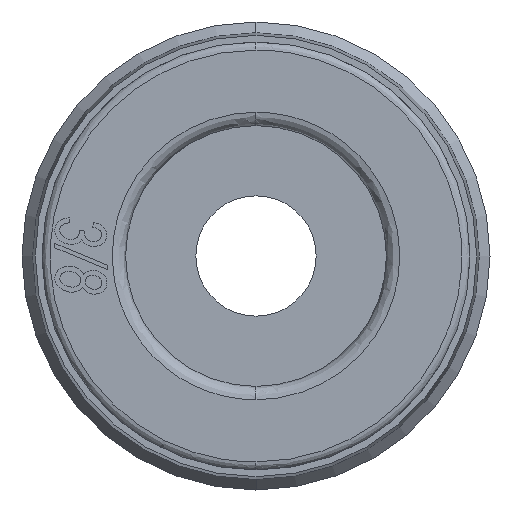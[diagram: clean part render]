
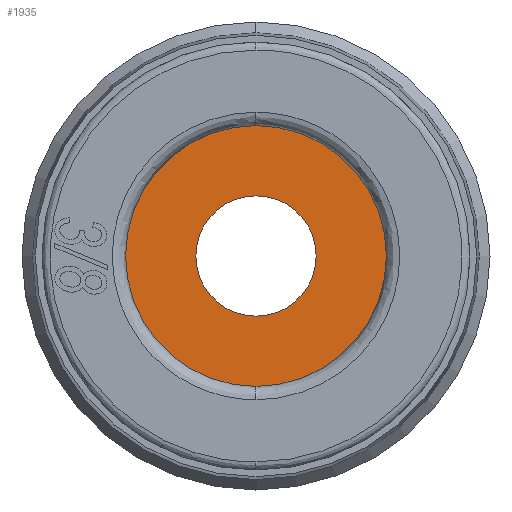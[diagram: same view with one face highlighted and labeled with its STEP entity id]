
A CAD part, left-side view. The second image highlights one B-rep face of the part: STEP entity #1935.
In plain terms, the highlighted planar face has unit normal (-1, 0, 0).
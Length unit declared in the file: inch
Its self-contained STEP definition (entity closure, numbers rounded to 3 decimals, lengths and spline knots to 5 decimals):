
#94 = EDGE_LOOP ( 'NONE', ( #283, #2728 ) ) ;
#179 = EDGE_CURVE ( 'NONE', #2782, #1904, #5007, .T. ) ;
#283 = ORIENTED_EDGE ( 'NONE', *, *, #1206, .T. ) ;
#869 = DIRECTION ( 'NONE',  ( 0., 0., 1. ) ) ;
#1206 = EDGE_CURVE ( 'NONE', #1904, #2782, #5748, .T. ) ;
#1352 = AXIS2_PLACEMENT_3D ( 'NONE', #5204, #4748, #869 ) ;
#1462 = CARTESIAN_POINT ( 'NONE',  ( 0.03473, 0., 0. ) ) ;
#1500 = DIRECTION ( 'NONE',  ( -1., 0., 0. ) ) ;
#1626 = CARTESIAN_POINT ( 'NONE',  ( 0.03473, 0., 0. ) ) ;
#1904 = VERTEX_POINT ( 'NONE', #6237 ) ;
#1935 = ADVANCED_FACE ( 'NONE', ( #5317, #4097 ), #3272, .T. ) ;
#2413 = DIRECTION ( 'NONE',  ( 1., 0., 0. ) ) ;
#2728 = ORIENTED_EDGE ( 'NONE', *, *, #179, .T. ) ;
#2782 = VERTEX_POINT ( 'NONE', #2929 ) ;
#2789 = EDGE_CURVE ( 'NONE', #5908, #3494, #4872, .T. ) ;
#2914 = CARTESIAN_POINT ( 'NONE',  ( 0.03473, 0., 0. ) ) ;
#2929 = CARTESIAN_POINT ( 'NONE',  ( 0.03473, 0., -0.19193 ) ) ;
#2986 = ORIENTED_EDGE ( 'NONE', *, *, #4046, .T. ) ;
#3102 = DIRECTION ( 'NONE',  ( 0., 0., 1. ) ) ;
#3231 = DIRECTION ( 'NONE',  ( 0., 0., 1. ) ) ;
#3272 = PLANE ( 'NONE',  #1352 ) ;
#3344 = AXIS2_PLACEMENT_3D ( 'NONE', #1462, #2413, #5810 ) ;
#3494 = VERTEX_POINT ( 'NONE', #4351 ) ;
#4046 = EDGE_CURVE ( 'NONE', #3494, #5908, #6221, .T. ) ;
#4056 = AXIS2_PLACEMENT_3D ( 'NONE', #1626, #5677, #3102 ) ;
#4097 = FACE_OUTER_BOUND ( 'NONE', #94, .T. ) ;
#4351 = CARTESIAN_POINT ( 'NONE',  ( 0.03473, 0., -0.08858 ) ) ;
#4381 = AXIS2_PLACEMENT_3D ( 'NONE', #2914, #4805, #5773 ) ;
#4541 = EDGE_LOOP ( 'NONE', ( #4916, #2986 ) ) ;
#4748 = DIRECTION ( 'NONE',  ( -1., 0., 0. ) ) ;
#4805 = DIRECTION ( 'NONE',  ( -1., 0., 0. ) ) ;
#4872 = CIRCLE ( 'NONE', #3344, 0.08858 ) ;
#4916 = ORIENTED_EDGE ( 'NONE', *, *, #2789, .T. ) ;
#5007 = CIRCLE ( 'NONE', #5467, 0.19193 ) ;
#5204 = CARTESIAN_POINT ( 'NONE',  ( 0.03473, 0., 0.08858 ) ) ;
#5317 = FACE_BOUND ( 'NONE', #4541, .T. ) ;
#5467 = AXIS2_PLACEMENT_3D ( 'NONE', #5900, #1500, #3231 ) ;
#5677 = DIRECTION ( 'NONE',  ( 1., 0., 0. ) ) ;
#5748 = CIRCLE ( 'NONE', #4381, 0.19193 ) ;
#5773 = DIRECTION ( 'NONE',  ( 0., 0., 1. ) ) ;
#5810 = DIRECTION ( 'NONE',  ( 0., 0., 1. ) ) ;
#5900 = CARTESIAN_POINT ( 'NONE',  ( 0.03473, 0., 0. ) ) ;
#5908 = VERTEX_POINT ( 'NONE', #5971 ) ;
#5971 = CARTESIAN_POINT ( 'NONE',  ( 0.03473, 0., 0.08858 ) ) ;
#6221 = CIRCLE ( 'NONE', #4056, 0.08858 ) ;
#6237 = CARTESIAN_POINT ( 'NONE',  ( 0.03473, 0., 0.19193 ) ) ;
